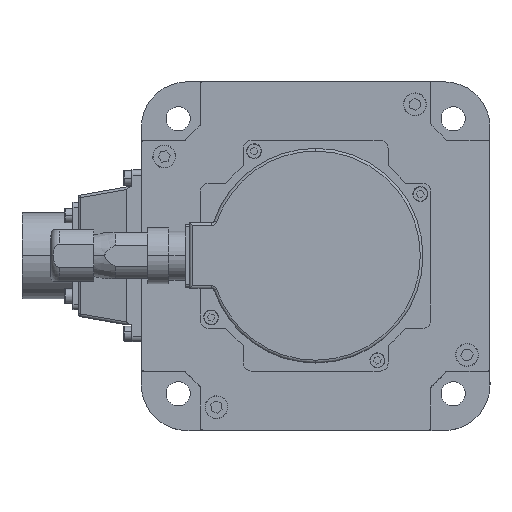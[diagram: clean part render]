
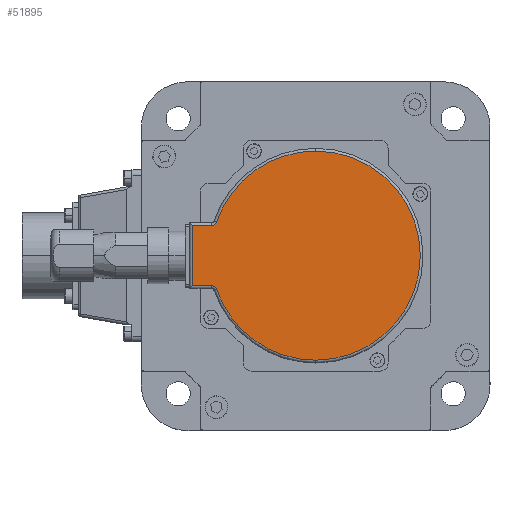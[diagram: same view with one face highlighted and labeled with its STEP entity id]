
A CAD part, top view. The second image highlights one B-rep face of the part: STEP entity #51895.
In plain terms, the highlighted face is planar.
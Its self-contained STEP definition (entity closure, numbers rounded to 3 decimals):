
#1236 = VERTEX_POINT ( 'NONE', #14177 ) ;
#2327 = EDGE_LOOP ( 'NONE', ( #65788, #19132, #63851, #26016, #7887, #53215, #45135, #4910 ) ) ;
#2875 = DIRECTION ( 'NONE',  ( 1., 0., 0. ) ) ;
#2981 = VECTOR ( 'NONE', #24861, 1000. ) ;
#3157 = AXIS2_PLACEMENT_3D ( 'NONE', #33386, #2875, #42421 ) ;
#4110 = LINE ( 'NONE', #43683, #28820 ) ;
#4910 = ORIENTED_EDGE ( 'NONE', *, *, #11132, .T. ) ;
#5965 = CIRCLE ( 'NONE', #63364, 39. ) ;
#6112 = DIRECTION ( 'NONE',  ( 0., 0., 1. ) ) ;
#6734 = EDGE_CURVE ( 'NONE', #18933, #39891, #51917, .T. ) ;
#7436 = CARTESIAN_POINT ( 'NONE',  ( -20., 0., 0. ) ) ;
#7686 = CARTESIAN_POINT ( 'NONE',  ( -20., 46., -11.25 ) ) ;
#7887 = ORIENTED_EDGE ( 'NONE', *, *, #23623, .T. ) ;
#8168 = LINE ( 'NONE', #47713, #33810 ) ;
#8723 = VERTEX_POINT ( 'NONE', #49980 ) ;
#8833 = DIRECTION ( 'NONE',  ( 0., 0., 1. ) ) ;
#11132 = EDGE_CURVE ( 'NONE', #39891, #8723, #29666, .T. ) ;
#12452 = CARTESIAN_POINT ( 'NONE',  ( -20., 36.907, -12.604 ) ) ;
#13134 = DIRECTION ( 'NONE',  ( 0., -1., 0. ) ) ;
#13226 = DIRECTION ( 'NONE',  ( -1., 0., 0. ) ) ;
#14177 = CARTESIAN_POINT ( 'NONE',  ( -20., 0., -39. ) ) ;
#17059 = AXIS2_PLACEMENT_3D ( 'NONE', #51505, #69517, #44786 ) ;
#17213 = DIRECTION ( 'NONE',  ( 0., 1., 0. ) ) ;
#18933 = VERTEX_POINT ( 'NONE', #60961 ) ;
#19132 = ORIENTED_EDGE ( 'NONE', *, *, #24009, .T. ) ;
#19597 = VERTEX_POINT ( 'NONE', #12452 ) ;
#22321 = CARTESIAN_POINT ( 'NONE',  ( -20., 0., 0. ) ) ;
#22414 = VERTEX_POINT ( 'NONE', #52257 ) ;
#23623 = EDGE_CURVE ( 'NONE', #19597, #1236, #5965, .T. ) ;
#24009 = EDGE_CURVE ( 'NONE', #22414, #33377, #37293, .T. ) ;
#24861 = DIRECTION ( 'NONE',  ( 0., 0., -1. ) ) ;
#25595 = DIRECTION ( 'NONE',  ( -1., 0., 0. ) ) ;
#26016 = ORIENTED_EDGE ( 'NONE', *, *, #58520, .T. ) ;
#27570 = EDGE_CURVE ( 'NONE', #8723, #22414, #8168, .T. ) ;
#28820 = VECTOR ( 'NONE', #13134, 1000. ) ;
#29666 = CIRCLE ( 'NONE', #17059, 2. ) ;
#30351 = PLANE ( 'NONE',  #51357 ) ;
#33377 = VERTEX_POINT ( 'NONE', #7686 ) ;
#33386 = CARTESIAN_POINT ( 'NONE',  ( -20., 38.8, -13.25 ) ) ;
#33810 = VECTOR ( 'NONE', #17213, 1000. ) ;
#36684 = DIRECTION ( 'NONE',  ( -1., 0., 0. ) ) ;
#37293 = LINE ( 'NONE', #55211, #2981 ) ;
#38163 = EDGE_CURVE ( 'NONE', #1236, #18933, #46621, .T. ) ;
#39404 = DIRECTION ( 'NONE',  ( -1., 0., 0. ) ) ;
#39495 = AXIS2_PLACEMENT_3D ( 'NONE', #22321, #13226, #64109 ) ;
#39891 = VERTEX_POINT ( 'NONE', #54773 ) ;
#41178 = EDGE_CURVE ( 'NONE', #33377, #64522, #4110, .T. ) ;
#42421 = DIRECTION ( 'NONE',  ( 0., 0., 1. ) ) ;
#43683 = CARTESIAN_POINT ( 'NONE',  ( -20., 38.8, -11.25 ) ) ;
#44786 = DIRECTION ( 'NONE',  ( 0., 0., 1. ) ) ;
#45135 = ORIENTED_EDGE ( 'NONE', *, *, #6734, .T. ) ;
#46621 = CIRCLE ( 'NONE', #59083, 39. ) ;
#47713 = CARTESIAN_POINT ( 'NONE',  ( -20., 47., 11.25 ) ) ;
#49938 = CIRCLE ( 'NONE', #3157, 2. ) ;
#49980 = CARTESIAN_POINT ( 'NONE',  ( -20., 38.8, 11.25 ) ) ;
#51357 = AXIS2_PLACEMENT_3D ( 'NONE', #69781, #39404, #8833 ) ;
#51505 = CARTESIAN_POINT ( 'NONE',  ( -20., 38.8, 13.25 ) ) ;
#51895 = ADVANCED_FACE ( 'NONE', ( #64074 ), #30351, .T. ) ;
#51917 = CIRCLE ( 'NONE', #39495, 39. ) ;
#52257 = CARTESIAN_POINT ( 'NONE',  ( -20., 46., 11.25 ) ) ;
#53215 = ORIENTED_EDGE ( 'NONE', *, *, #38163, .T. ) ;
#54773 = CARTESIAN_POINT ( 'NONE',  ( -20., 36.907, 12.604 ) ) ;
#55211 = CARTESIAN_POINT ( 'NONE',  ( -20., 46., -12.25 ) ) ;
#55333 = CARTESIAN_POINT ( 'NONE',  ( -20., 38.8, -11.25 ) ) ;
#58520 = EDGE_CURVE ( 'NONE', #64522, #19597, #49938, .T. ) ;
#59083 = AXIS2_PLACEMENT_3D ( 'NONE', #67035, #36684, #6112 ) ;
#60961 = CARTESIAN_POINT ( 'NONE',  ( -20., 0., 39. ) ) ;
#63364 = AXIS2_PLACEMENT_3D ( 'NONE', #7436, #25595, #64979 ) ;
#63851 = ORIENTED_EDGE ( 'NONE', *, *, #41178, .T. ) ;
#64074 = FACE_OUTER_BOUND ( 'NONE', #2327, .T. ) ;
#64109 = DIRECTION ( 'NONE',  ( 0., 0., 1. ) ) ;
#64522 = VERTEX_POINT ( 'NONE', #55333 ) ;
#64979 = DIRECTION ( 'NONE',  ( 0., 0., 1. ) ) ;
#65788 = ORIENTED_EDGE ( 'NONE', *, *, #27570, .T. ) ;
#67035 = CARTESIAN_POINT ( 'NONE',  ( -20., 0., 0. ) ) ;
#69517 = DIRECTION ( 'NONE',  ( 1., 0., 0. ) ) ;
#69781 = CARTESIAN_POINT ( 'NONE',  ( -20., 0., 0. ) ) ;
